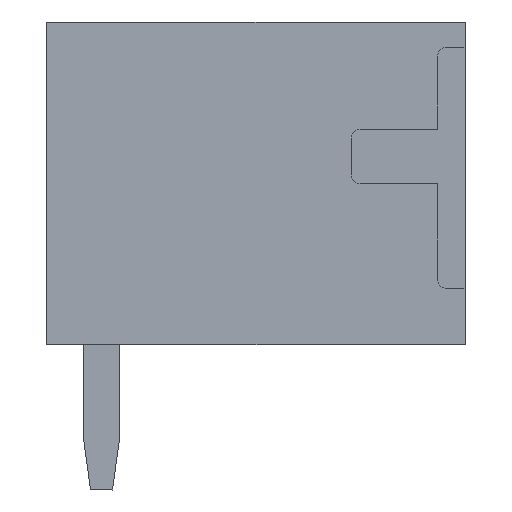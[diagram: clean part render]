
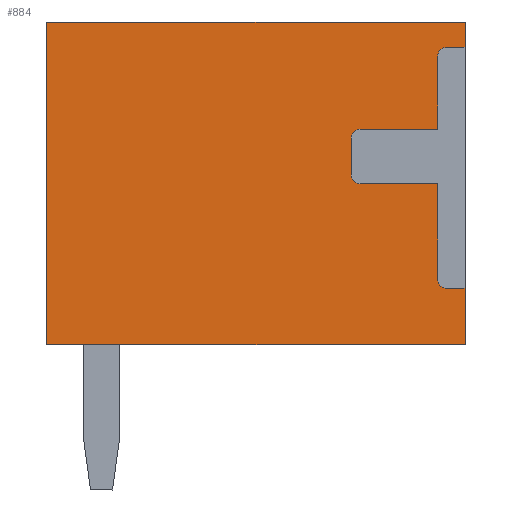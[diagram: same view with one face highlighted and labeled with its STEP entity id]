
A CAD part, left-side view. The second image highlights one B-rep face of the part: STEP entity #884.
In plain terms, the highlighted planar face has unit normal (-1, 0, 0).
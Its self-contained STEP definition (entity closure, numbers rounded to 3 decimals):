
#784=AXIS2_PLACEMENT_3D('Plane Axis2P3D',#781,#782,#783) ;
#800=AXIS2_PLACEMENT_3D('Circle Axis2P3D',#798,#799,$) ;
#821=AXIS2_PLACEMENT_3D('Circle Axis2P3D',#819,#820,$) ;
#835=AXIS2_PLACEMENT_3D('Circle Axis2P3D',#833,#834,$) ;
#856=AXIS2_PLACEMENT_3D('Circle Axis2P3D',#854,#855,$) ;
#77=CARTESIAN_POINT('Vertex',(0.3,0.,10.3)) ;
#80=CARTESIAN_POINT('Line Origine',(0.3,0.,10.02)) ;
#84=CARTESIAN_POINT('Vertex',(0.3,0.,9.74)) ;
#105=CARTESIAN_POINT('Vertex',(0.3,0.,4.44)) ;
#108=CARTESIAN_POINT('Line Origine',(0.3,0.,3.82)) ;
#112=CARTESIAN_POINT('Vertex',(0.3,0.,3.2)) ;
#607=CARTESIAN_POINT('Vertex',(0.3,9.2,10.3)) ;
#610=CARTESIAN_POINT('Line Origine',(0.3,4.6,10.3)) ;
#725=CARTESIAN_POINT('Line Origine',(0.3,4.6,3.2)) ;
#729=CARTESIAN_POINT('Vertex',(0.3,9.2,3.2)) ;
#781=CARTESIAN_POINT('Axis2P3D Location',(0.3,0.,0.)) ;
#786=CARTESIAN_POINT('Line Origine',(0.3,9.2,6.75)) ;
#791=CARTESIAN_POINT('Line Origine',(0.3,0.2,4.44)) ;
#795=CARTESIAN_POINT('Vertex',(0.3,0.4,4.44)) ;
#798=CARTESIAN_POINT('Axis2P3D Location',(0.3,0.4,4.64)) ;
#802=CARTESIAN_POINT('Vertex',(0.3,0.6,4.64)) ;
#805=CARTESIAN_POINT('Line Origine',(0.3,0.6,5.69)) ;
#809=CARTESIAN_POINT('Vertex',(0.3,0.6,6.74)) ;
#812=CARTESIAN_POINT('Line Origine',(0.3,1.45,6.74)) ;
#816=CARTESIAN_POINT('Vertex',(0.3,2.3,6.74)) ;
#819=CARTESIAN_POINT('Axis2P3D Location',(0.3,2.3,6.94)) ;
#823=CARTESIAN_POINT('Vertex',(0.3,2.5,6.94)) ;
#826=CARTESIAN_POINT('Line Origine',(0.3,2.5,7.34)) ;
#830=CARTESIAN_POINT('Vertex',(0.3,2.5,7.74)) ;
#833=CARTESIAN_POINT('Axis2P3D Location',(0.3,2.3,7.74)) ;
#837=CARTESIAN_POINT('Vertex',(0.3,2.3,7.94)) ;
#840=CARTESIAN_POINT('Line Origine',(0.3,1.45,7.94)) ;
#844=CARTESIAN_POINT('Vertex',(0.3,0.6,7.94)) ;
#847=CARTESIAN_POINT('Line Origine',(0.3,0.6,8.74)) ;
#851=CARTESIAN_POINT('Vertex',(0.3,0.6,9.54)) ;
#854=CARTESIAN_POINT('Axis2P3D Location',(0.3,0.4,9.54)) ;
#858=CARTESIAN_POINT('Vertex',(0.3,0.4,9.74)) ;
#861=CARTESIAN_POINT('Line Origine',(0.3,0.2,9.74)) ;
#81=DIRECTION('Vector Direction',(0.,0.,-1.)) ;
#109=DIRECTION('Vector Direction',(0.,0.,-1.)) ;
#611=DIRECTION('Vector Direction',(0.,-1.,0.)) ;
#726=DIRECTION('Vector Direction',(0.,1.,0.)) ;
#782=DIRECTION('Axis2P3D Direction',(-1.,0.,0.)) ;
#783=DIRECTION('Axis2P3D XDirection',(0.,-1.,0.)) ;
#787=DIRECTION('Vector Direction',(0.,0.,1.)) ;
#792=DIRECTION('Vector Direction',(0.,-1.,0.)) ;
#799=DIRECTION('Axis2P3D Direction',(-1.,0.,0.)) ;
#806=DIRECTION('Vector Direction',(0.,0.,-1.)) ;
#813=DIRECTION('Vector Direction',(0.,-1.,0.)) ;
#820=DIRECTION('Axis2P3D Direction',(-1.,0.,0.)) ;
#827=DIRECTION('Vector Direction',(0.,0.,-1.)) ;
#834=DIRECTION('Axis2P3D Direction',(-1.,0.,0.)) ;
#841=DIRECTION('Vector Direction',(0.,1.,0.)) ;
#848=DIRECTION('Vector Direction',(0.,0.,-1.)) ;
#855=DIRECTION('Axis2P3D Direction',(-1.,0.,0.)) ;
#862=DIRECTION('Vector Direction',(0.,1.,0.)) ;
#82=VECTOR('Line Direction',#81,1.) ;
#110=VECTOR('Line Direction',#109,1.) ;
#612=VECTOR('Line Direction',#611,1.) ;
#727=VECTOR('Line Direction',#726,1.) ;
#788=VECTOR('Line Direction',#787,1.) ;
#793=VECTOR('Line Direction',#792,1.) ;
#807=VECTOR('Line Direction',#806,1.) ;
#814=VECTOR('Line Direction',#813,1.) ;
#828=VECTOR('Line Direction',#827,1.) ;
#842=VECTOR('Line Direction',#841,1.) ;
#849=VECTOR('Line Direction',#848,1.) ;
#863=VECTOR('Line Direction',#862,1.) ;
#867=ORIENTED_EDGE('',*,*,#86,.T.) ;
#868=ORIENTED_EDGE('',*,*,#614,.T.) ;
#869=ORIENTED_EDGE('',*,*,#790,.T.) ;
#870=ORIENTED_EDGE('',*,*,#731,.T.) ;
#871=ORIENTED_EDGE('',*,*,#114,.T.) ;
#872=ORIENTED_EDGE('',*,*,#797,.T.) ;
#873=ORIENTED_EDGE('',*,*,#804,.T.) ;
#874=ORIENTED_EDGE('',*,*,#811,.T.) ;
#875=ORIENTED_EDGE('',*,*,#818,.T.) ;
#876=ORIENTED_EDGE('',*,*,#825,.T.) ;
#877=ORIENTED_EDGE('',*,*,#832,.T.) ;
#878=ORIENTED_EDGE('',*,*,#839,.T.) ;
#879=ORIENTED_EDGE('',*,*,#846,.T.) ;
#880=ORIENTED_EDGE('',*,*,#853,.T.) ;
#881=ORIENTED_EDGE('',*,*,#860,.T.) ;
#882=ORIENTED_EDGE('',*,*,#865,.T.) ;
#884=ADVANCED_FACE('HOUSING',(#883),#785,.T.) ;
#801=CIRCLE('generated circle',#800,0.2) ;
#822=CIRCLE('generated circle',#821,0.2) ;
#836=CIRCLE('generated circle',#835,0.2) ;
#857=CIRCLE('generated circle',#856,0.2) ;
#86=EDGE_CURVE('',#85,#78,#83,.F.) ;
#114=EDGE_CURVE('',#113,#106,#111,.F.) ;
#614=EDGE_CURVE('',#78,#608,#613,.F.) ;
#731=EDGE_CURVE('',#730,#113,#728,.F.) ;
#790=EDGE_CURVE('',#608,#730,#789,.F.) ;
#797=EDGE_CURVE('',#106,#796,#794,.F.) ;
#804=EDGE_CURVE('',#796,#803,#801,.F.) ;
#811=EDGE_CURVE('',#803,#810,#808,.F.) ;
#818=EDGE_CURVE('',#810,#817,#815,.F.) ;
#825=EDGE_CURVE('',#817,#824,#822,.F.) ;
#832=EDGE_CURVE('',#824,#831,#829,.F.) ;
#839=EDGE_CURVE('',#831,#838,#836,.F.) ;
#846=EDGE_CURVE('',#838,#845,#843,.F.) ;
#853=EDGE_CURVE('',#845,#852,#850,.F.) ;
#860=EDGE_CURVE('',#852,#859,#857,.F.) ;
#865=EDGE_CURVE('',#859,#85,#864,.F.) ;
#866=EDGE_LOOP('',(#867,#868,#869,#870,#871,#872,#873,#874,#875,#876,#877,#878,#879,#880,#881,#882)) ;
#883=FACE_OUTER_BOUND('',#866,.T.) ;
#83=LINE('Line',#80,#82) ;
#111=LINE('Line',#108,#110) ;
#613=LINE('Line',#610,#612) ;
#728=LINE('Line',#725,#727) ;
#789=LINE('Line',#786,#788) ;
#794=LINE('Line',#791,#793) ;
#808=LINE('Line',#805,#807) ;
#815=LINE('Line',#812,#814) ;
#829=LINE('Line',#826,#828) ;
#843=LINE('Line',#840,#842) ;
#850=LINE('Line',#847,#849) ;
#864=LINE('Line',#861,#863) ;
#785=PLANE('',#784) ;
#78=VERTEX_POINT('',#77) ;
#85=VERTEX_POINT('',#84) ;
#106=VERTEX_POINT('',#105) ;
#113=VERTEX_POINT('',#112) ;
#608=VERTEX_POINT('',#607) ;
#730=VERTEX_POINT('',#729) ;
#796=VERTEX_POINT('',#795) ;
#803=VERTEX_POINT('',#802) ;
#810=VERTEX_POINT('',#809) ;
#817=VERTEX_POINT('',#816) ;
#824=VERTEX_POINT('',#823) ;
#831=VERTEX_POINT('',#830) ;
#838=VERTEX_POINT('',#837) ;
#845=VERTEX_POINT('',#844) ;
#852=VERTEX_POINT('',#851) ;
#859=VERTEX_POINT('',#858) ;
